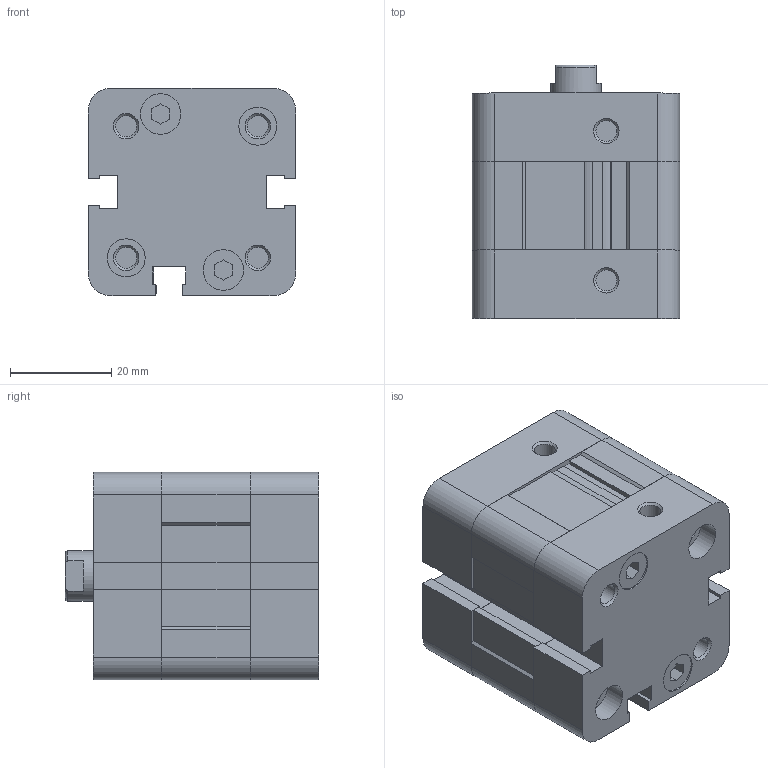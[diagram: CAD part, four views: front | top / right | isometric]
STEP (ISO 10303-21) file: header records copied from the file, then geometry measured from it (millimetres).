
FILE_DESCRIPTION(/* description */ (''),/* implementation_level */ '2;1');
FILE_NAME(/* name */ 'NSKU025.0005.stp',/* time_stamp */ '2021-11-08T15:08:18+01:00',/* author */ ('Operator CNC'),/* organization */ (''),/* preprocessor_version */ 'ST-DEVELOPER v15.6',/* originating_system */ 'Autodesk Inventor 2015',/* authorisation */ '');
FILE_SCHEMA (('AUTOMOTIVE_DESIGN { 1 0 10303 214 3 1 1 }'));
Length unit declared in the file: millimetre
Products named in the file (6): _NSKU_25_STD_fh; _NSKU_25_5_5_STD_F_r; _NSKU_25_5_STD_ba; _NSKU_25_STD_rh; _NSKU_25_5_STD_pen; NSKU_25_5_-_STD_F_-_(-_0_0)
Assembly tree (5 placements, depth 2):
  NSKU_25_5_-_STD_F_-_(-_0_0)
    _NSKU_25_STD_fh
    _NSKU_25_5_5_STD_F_r
    _NSKU_25_5_STD_ba
    _NSKU_25_STD_rh
    _NSKU_25_5_STD_pen
Bounding box: 41 x 50 x 41 mm (x, y, z)
Volume: 64328.4 mm3; surface area: 23995.3 mm2
Topology: 5 solids, 5 shells, 243 faces, 625 edges, 411 vertices
Faces by surface type: plane 181, cylinder 42, cone 18, torus 2
Full cylindrical faces by diameter (mm): 4.134 x11, 5.25 x1, 7.5 x4, 8 x4, 10 x2, 25 x4
Entity records: 7268 total; most frequent: CARTESIAN_POINT 1278, DIRECTION 1190, ORIENTED_EDGE 1158, EDGE_CURVE 579, LINE 468, VECTOR 468, VERTEX_POINT 409, AXIS2_PLACEMENT_3D 361
